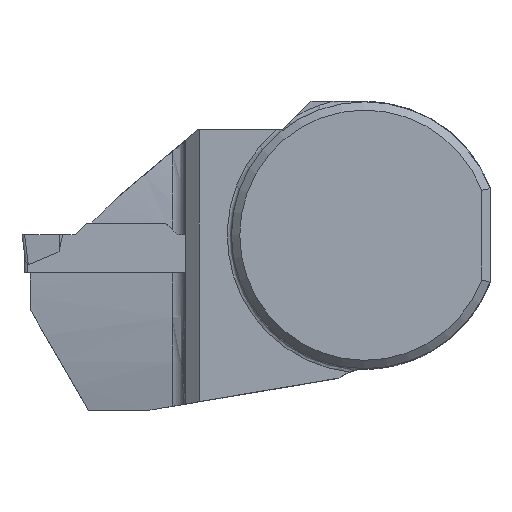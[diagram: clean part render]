
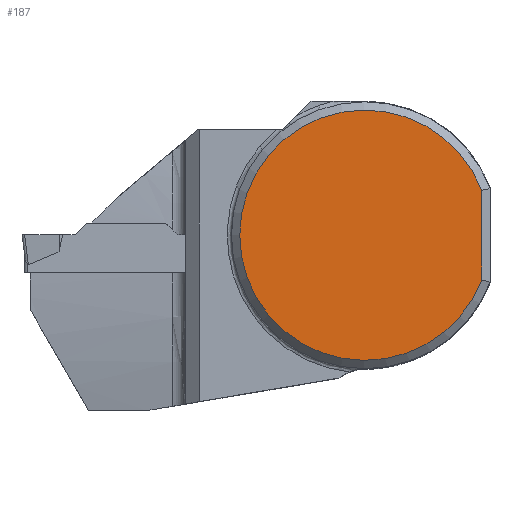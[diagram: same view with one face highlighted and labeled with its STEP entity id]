
A CAD part, top view. The second image highlights one B-rep face of the part: STEP entity #187.
In plain terms, the highlighted planar face has unit normal (0, 0, 1).
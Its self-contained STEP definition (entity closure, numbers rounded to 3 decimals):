
#138=PLANE('',#1392);
#187=ADVANCED_FACE('',(#263),#138,.F.);
#263=FACE_OUTER_BOUND('',#327,.T.);
#327=EDGE_LOOP('',(#687,#688));
#407=LINE('',#1955,#519);
#519=VECTOR('',#1557,1.);
#619=CIRCLE('',#1391,15.);
#687=ORIENTED_EDGE('',*,*,#1154,.F.);
#688=ORIENTED_EDGE('',*,*,#1155,.T.);
#1029=VERTEX_POINT('',#1956);
#1030=VERTEX_POINT('',#1957);
#1154=EDGE_CURVE('',#1029,#1030,#407,.T.);
#1155=EDGE_CURVE('',#1029,#1030,#619,.T.);
#1391=AXIS2_PLACEMENT_3D('',#1958,#1558,#1559);
#1392=AXIS2_PLACEMENT_3D('',#1959,#1560,#1561);
#1557=DIRECTION('',(0.,-1.,0.));
#1558=DIRECTION('',(0.,0.,1.));
#1559=DIRECTION('',(-1.,0.,0.));
#1560=DIRECTION('',(0.,0.,-1.));
#1561=DIRECTION('',(-1.,0.,0.));
#1955=CARTESIAN_POINT('',(14.,0.,0.325));
#1956=CARTESIAN_POINT('',(14.,5.385,0.325));
#1957=CARTESIAN_POINT('',(14.,-5.385,0.325));
#1958=CARTESIAN_POINT('',(0.,0.,0.325));
#1959=CARTESIAN_POINT('',(0.,0.,0.325));
